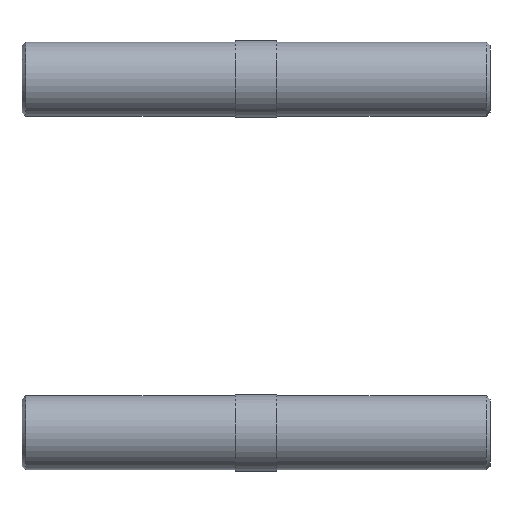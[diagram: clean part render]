
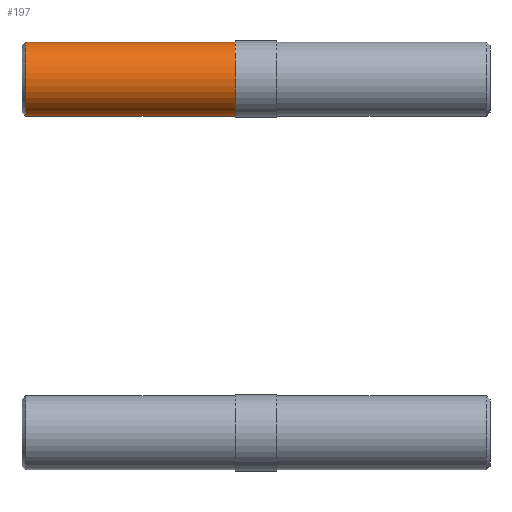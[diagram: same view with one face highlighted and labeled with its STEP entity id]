
A CAD part, front view. The second image highlights one B-rep face of the part: STEP entity #197.
In plain terms, the highlighted cylindrical face has radius 3.15 mm (diameter 6.3 mm), a full revolution.
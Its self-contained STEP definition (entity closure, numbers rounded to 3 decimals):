
#30=CYLINDRICAL_SURFACE('',#232,3.15);
#47=ORIENTED_EDGE('',*,*,#78,.F.);
#48=ORIENTED_EDGE('',*,*,#77,.T.);
#77=EDGE_CURVE('',#93,#93,#111,.T.);
#78=EDGE_CURVE('',#94,#94,#112,.T.);
#93=VERTEX_POINT('',#342);
#94=VERTEX_POINT('',#345);
#111=CIRCLE('',#231,3.15);
#112=CIRCLE('',#233,3.15);
#129=EDGE_LOOP('',(#47));
#130=EDGE_LOOP('',(#48));
#161=FACE_BOUND('',#129,.T.);
#162=FACE_BOUND('',#130,.T.);
#197=ADVANCED_FACE('',(#161,#162),#30,.T.);
#231=AXIS2_PLACEMENT_3D('',#341,#272,#273);
#232=AXIS2_PLACEMENT_3D('',#343,#274,#275);
#233=AXIS2_PLACEMENT_3D('',#344,#276,#277);
#272=DIRECTION('',(1.,0.,0.));
#273=DIRECTION('',(0.,0.,-1.));
#274=DIRECTION('',(1.,0.,0.));
#275=DIRECTION('',(0.,0.,-1.));
#276=DIRECTION('',(1.,0.,0.));
#277=DIRECTION('',(0.,0.,-1.));
#341=CARTESIAN_POINT('',(0.3,0.,0.));
#342=CARTESIAN_POINT('',(0.3,0.,-3.15));
#343=CARTESIAN_POINT('',(39.7,0.,0.));
#344=CARTESIAN_POINT('',(18.1,0.,0.));
#345=CARTESIAN_POINT('',(18.1,0.,-3.15));
